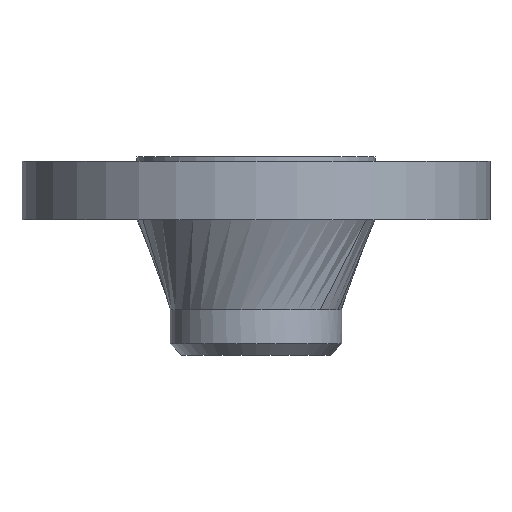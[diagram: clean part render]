
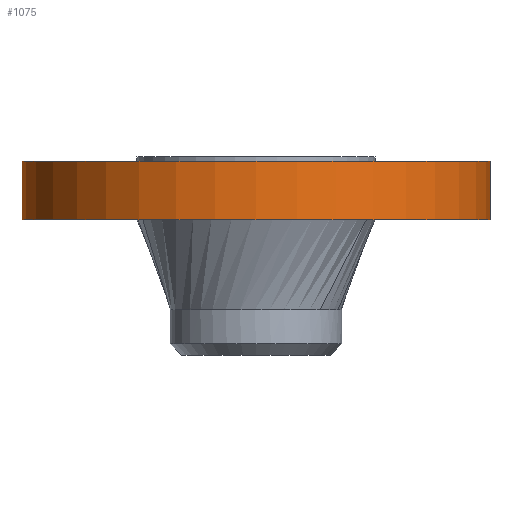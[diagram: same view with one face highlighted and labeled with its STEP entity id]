
A CAD part, front view. The second image highlights one B-rep face of the part: STEP entity #1075.
In plain terms, the highlighted cylindrical face has radius 82.55 mm (diameter 165.1 mm), a partial arc.
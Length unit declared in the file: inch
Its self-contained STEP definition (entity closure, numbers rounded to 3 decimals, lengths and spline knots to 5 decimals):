
#147 = CARTESIAN_POINT ( 'NONE',  ( 3.25, 0., -10.00239 ) ) ;
#150 = EDGE_LOOP ( 'NONE', ( #235, #648, #664, #207 ) ) ;
#159 = DIRECTION ( 'NONE',  ( 0., 0., 1. ) ) ;
#207 = ORIENTED_EDGE ( 'NONE', *, *, #1097, .F. ) ;
#229 = DIRECTION ( 'NONE',  ( 1., 0., 0. ) ) ;
#235 = ORIENTED_EDGE ( 'NONE', *, *, #673, .F. ) ;
#242 = CARTESIAN_POINT ( 'NONE',  ( 0., 0., -10.00239 ) ) ;
#250 = VERTEX_POINT ( 'NONE', #1042 ) ;
#345 = AXIS2_PLACEMENT_3D ( 'NONE', #242, #925, #229 ) ;
#377 = VERTEX_POINT ( 'NONE', #734 ) ;
#389 = DIRECTION ( 'NONE',  ( 1., 0., 0. ) ) ;
#396 = DIRECTION ( 'NONE',  ( 0., 0., 1. ) ) ;
#400 = AXIS2_PLACEMENT_3D ( 'NONE', #998, #1007, #916 ) ;
#413 = FACE_OUTER_BOUND ( 'NONE', #150, .T. ) ;
#468 = CARTESIAN_POINT ( 'NONE',  ( 0., 0., -0.81 ) ) ;
#474 = EDGE_CURVE ( 'NONE', #607, #919, #581, .T. ) ;
#506 = CARTESIAN_POINT ( 'NONE',  ( 3.25, 0., -0.81 ) ) ;
#543 = CARTESIAN_POINT ( 'NONE',  ( -3.25, 0., -0.81 ) ) ;
#581 = CIRCLE ( 'NONE', #755, 3.25 ) ;
#605 = EDGE_CURVE ( 'NONE', #607, #377, #912, .T. ) ;
#607 = VERTEX_POINT ( 'NONE', #506 ) ;
#648 = ORIENTED_EDGE ( 'NONE', *, *, #474, .F. ) ;
#664 = ORIENTED_EDGE ( 'NONE', *, *, #605, .T. ) ;
#673 = EDGE_CURVE ( 'NONE', #919, #250, #1056, .T. ) ;
#731 = VECTOR ( 'NONE', #396, 39.37008 ) ;
#733 = DIRECTION ( 'NONE',  ( 0., 0., -1. ) ) ;
#734 = CARTESIAN_POINT ( 'NONE',  ( 3.25, 0., 0. ) ) ;
#755 = AXIS2_PLACEMENT_3D ( 'NONE', #468, #733, #389 ) ;
#912 = LINE ( 'NONE', #147, #999 ) ;
#916 = DIRECTION ( 'NONE',  ( 1., 0., 0. ) ) ;
#919 = VERTEX_POINT ( 'NONE', #543 ) ;
#921 = CYLINDRICAL_SURFACE ( 'NONE', #345, 3.25 ) ;
#925 = DIRECTION ( 'NONE',  ( 0., 0., 1. ) ) ;
#953 = CIRCLE ( 'NONE', #400, 3.25 ) ;
#979 = CARTESIAN_POINT ( 'NONE',  ( -3.25, 0., -10.00239 ) ) ;
#998 = CARTESIAN_POINT ( 'NONE',  ( 0., 0., 0. ) ) ;
#999 = VECTOR ( 'NONE', #159, 39.37008 ) ;
#1007 = DIRECTION ( 'NONE',  ( 0., 0., 1. ) ) ;
#1042 = CARTESIAN_POINT ( 'NONE',  ( -3.25, 0., 0. ) ) ;
#1056 = LINE ( 'NONE', #979, #731 ) ;
#1075 = ADVANCED_FACE ( 'NONE', ( #413 ), #921, .T. ) ;
#1097 = EDGE_CURVE ( 'NONE', #250, #377, #953, .T. ) ;
